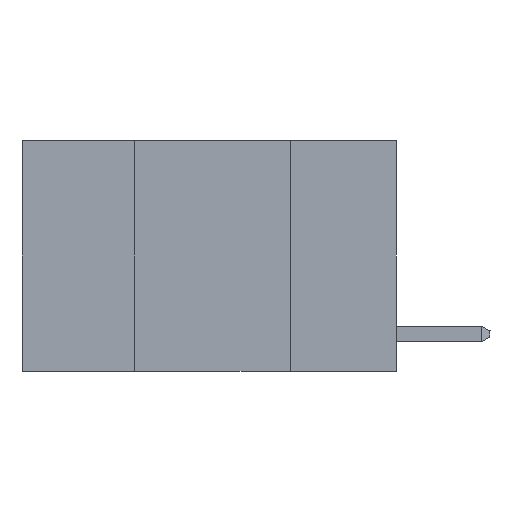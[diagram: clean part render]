
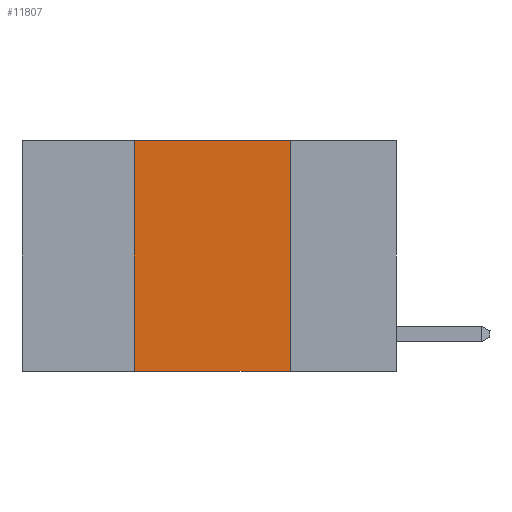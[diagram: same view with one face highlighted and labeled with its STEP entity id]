
A CAD part, left-side view. The second image highlights one B-rep face of the part: STEP entity #11807.
In plain terms, the highlighted planar face has unit normal (-1, 0, 0).
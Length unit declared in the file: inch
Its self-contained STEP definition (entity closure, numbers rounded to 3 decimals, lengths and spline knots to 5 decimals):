
#199 = VERTEX_POINT ( 'NONE', #7606 ) ;
#632 = LINE ( 'NONE', #13049, #14673 ) ;
#1821 = CARTESIAN_POINT ( 'NONE',  ( 0., 0.6, 0. ) ) ;
#2470 = ORIENTED_EDGE ( 'NONE', *, *, #12623, .F. ) ;
#3228 = ORIENTED_EDGE ( 'NONE', *, *, #11614, .F. ) ;
#3860 = EDGE_CURVE ( 'NONE', #15910, #8230, #3893, .T. ) ;
#3893 = LINE ( 'NONE', #14495, #14855 ) ;
#4245 = DIRECTION ( 'NONE',  ( 0., 0., -1. ) ) ;
#4325 = FACE_OUTER_BOUND ( 'NONE', #7319, .T. ) ;
#5766 = DIRECTION ( 'NONE',  ( 0., -1., 0. ) ) ;
#6144 = DIRECTION ( 'NONE',  ( 0., 0., -1. ) ) ;
#7319 = EDGE_LOOP ( 'NONE', ( #3228, #13985, #2470, #14411 ) ) ;
#7606 = CARTESIAN_POINT ( 'NONE',  ( 0., 0.17, -0.37 ) ) ;
#8230 = VERTEX_POINT ( 'NONE', #12080 ) ;
#9050 = EDGE_CURVE ( 'NONE', #12880, #199, #632, .T. ) ;
#10661 = PLANE ( 'NONE',  #15532 ) ;
#10919 = LINE ( 'NONE', #12391, #15030 ) ;
#11574 = LINE ( 'NONE', #14093, #12410 ) ;
#11614 = EDGE_CURVE ( 'NONE', #8230, #199, #11574, .T. ) ;
#11655 = DIRECTION ( 'NONE',  ( 1., 0., 0. ) ) ;
#11807 = ADVANCED_FACE ( 'NONE', ( #4325 ), #10661, .F. ) ;
#12080 = CARTESIAN_POINT ( 'NONE',  ( 0., 0.17, 0. ) ) ;
#12125 = CARTESIAN_POINT ( 'NONE',  ( 0., 0.42, 0. ) ) ;
#12391 = CARTESIAN_POINT ( 'NONE',  ( 0., 0.42, 0. ) ) ;
#12410 = VECTOR ( 'NONE', #4245, 39.37008 ) ;
#12623 = EDGE_CURVE ( 'NONE', #12880, #15910, #10919, .T. ) ;
#12880 = VERTEX_POINT ( 'NONE', #14324 ) ;
#13049 = CARTESIAN_POINT ( 'NONE',  ( 0., 0.6, -0.37 ) ) ;
#13529 = DIRECTION ( 'NONE',  ( 0., 0., 1. ) ) ;
#13985 = ORIENTED_EDGE ( 'NONE', *, *, #3860, .F. ) ;
#14093 = CARTESIAN_POINT ( 'NONE',  ( 0., 0.17, 0. ) ) ;
#14324 = CARTESIAN_POINT ( 'NONE',  ( 0., 0.42, -0.37 ) ) ;
#14411 = ORIENTED_EDGE ( 'NONE', *, *, #9050, .T. ) ;
#14495 = CARTESIAN_POINT ( 'NONE',  ( 0., 0.6, 0. ) ) ;
#14673 = VECTOR ( 'NONE', #5766, 39.37008 ) ;
#14855 = VECTOR ( 'NONE', #15042, 39.37008 ) ;
#15030 = VECTOR ( 'NONE', #13529, 39.37008 ) ;
#15042 = DIRECTION ( 'NONE',  ( 0., -1., 0. ) ) ;
#15532 = AXIS2_PLACEMENT_3D ( 'NONE', #1821, #11655, #6144 ) ;
#15910 = VERTEX_POINT ( 'NONE', #12125 ) ;
